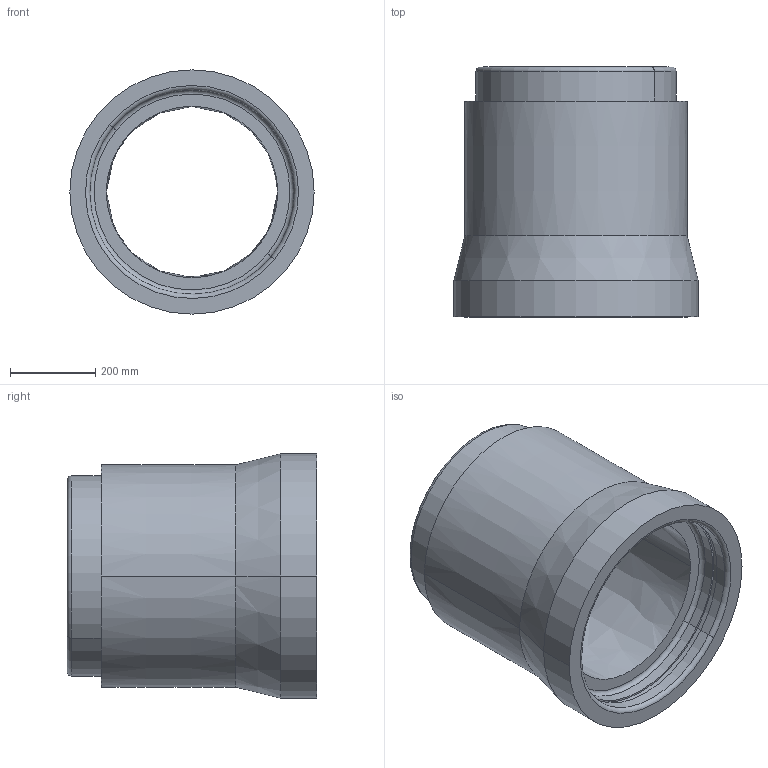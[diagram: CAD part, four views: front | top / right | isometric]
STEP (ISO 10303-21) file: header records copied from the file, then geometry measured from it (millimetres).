
FILE_DESCRIPTION (( 'STEP AP203' ), '1' );
FILE_NAME ('Rudus 1204054 EK-soviteputki 400x500.step', '2020-02-28T07:39:17', ( '' ), ( '' ), 'SwSTEP 2.0', 'SolidWorks 2019', '' );
FILE_SCHEMA (( 'CONFIG_CONTROL_DESIGN' ));
Length unit declared in the file: millimetre
Products named in the file (2): Rudus 1204054 EK-soviteputki 400x500; EK-osa-putkirunko
Assembly tree (1 placements, depth 2):
  Rudus 1204054 EK-soviteputki 400x500
    EK-osa-putkirunko
Bounding box: 572 x 585 x 572 mm (x, y, z)
Volume: 48792433.1 mm3; surface area: 1935279.1 mm2
Topology: 1 solids, 1 shells, 111 faces, 370 edges, 271 vertices
Faces by surface type: bspline 82, cylinder 12, plane 7, torus 6, cone 4
Entity records: 23377 total; most frequent: CARTESIAN_POINT 20525, ORIENTED_EDGE 740, EDGE_CURVE 370, DIRECTION 290, VERTEX_POINT 271, B_SPLINE_CURVE_WITH_KNOTS 248, AXIS2_PLACEMENT_3D 135, EDGE_LOOP 123
